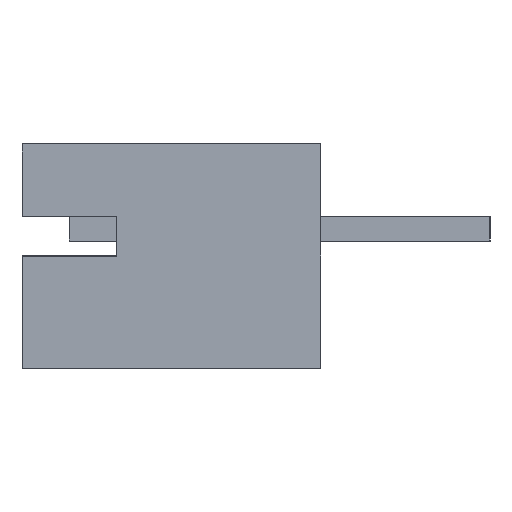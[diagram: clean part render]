
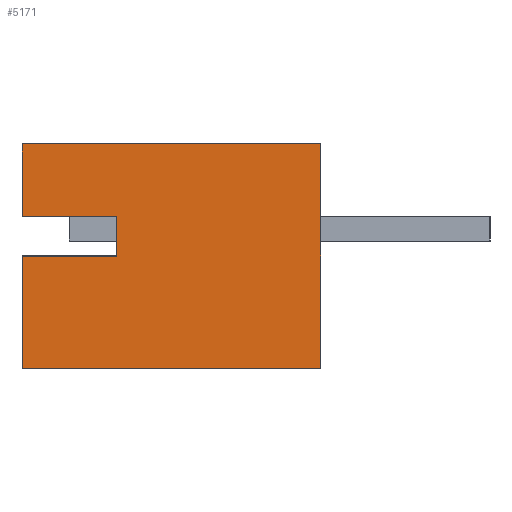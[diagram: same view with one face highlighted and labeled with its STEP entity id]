
A CAD part, left-side view. The second image highlights one B-rep face of the part: STEP entity #5171.
In plain terms, the highlighted planar face has unit normal (-1, 0, 0).
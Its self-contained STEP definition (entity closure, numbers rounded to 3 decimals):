
#1147 = DIRECTION ( 'NONE',  ( 0., 0., 1. ) ) ;
#1148 = VECTOR ( 'NONE', #1147, 1000. ) ;
#1149 = CARTESIAN_POINT ( 'NONE',  ( 15.95, 0., 0. ) ) ;
#1150 = LINE ( 'NONE', #1149, #1148 ) ;
#1195 = DIRECTION ( 'NONE',  ( 0., 1., 0. ) ) ;
#1196 = VECTOR ( 'NONE', #1195, 1000. ) ;
#1197 = CARTESIAN_POINT ( 'NONE',  ( 15.95, 0., 4.5 ) ) ;
#1198 = LINE ( 'NONE', #1197, #1196 ) ;
#1236 = CARTESIAN_POINT ( 'NONE',  ( 15.95, 0., 4.5 ) ) ;
#1344 = FACE_OUTER_BOUND ( 'NONE', #5172, .T. ) ;
#1345 = DIRECTION ( 'NONE',  ( 0., 0., -1. ) ) ;
#1346 = VECTOR ( 'NONE', #1345, 1000. ) ;
#1347 = CARTESIAN_POINT ( 'NONE',  ( 15.95, 6., 0. ) ) ;
#1348 = LINE ( 'NONE', #1347, #1346 ) ;
#1384 = DIRECTION ( 'NONE',  ( 0., 0., -1. ) ) ;
#1385 = DIRECTION ( 'NONE',  ( 1., 0., 0. ) ) ;
#1386 = CARTESIAN_POINT ( 'NONE',  ( 15.95, 6., 0. ) ) ;
#1387 = AXIS2_PLACEMENT_3D ( 'NONE', #1386, #1385, #1384 ) ;
#1389 = PLANE ( 'NONE',  #1387 ) ;
#1521 = DIRECTION ( 'NONE',  ( 0., 0., -1. ) ) ;
#1522 = VECTOR ( 'NONE', #1521, 1000. ) ;
#1523 = CARTESIAN_POINT ( 'NONE',  ( 15.95, 6., 3.05 ) ) ;
#1524 = LINE ( 'NONE', #1523, #1522 ) ;
#1526 = DIRECTION ( 'NONE',  ( 0., 1., 0. ) ) ;
#1527 = VECTOR ( 'NONE', #1526, 1000. ) ;
#1528 = CARTESIAN_POINT ( 'NONE',  ( 15.95, 6., 2.25 ) ) ;
#1529 = LINE ( 'NONE', #1528, #1527 ) ;
#1530 = CARTESIAN_POINT ( 'NONE',  ( 15.95, 6., 2.25 ) ) ;
#1612 = CARTESIAN_POINT ( 'NONE',  ( 15.95, 6., 4.5 ) ) ;
#1649 = DIRECTION ( 'NONE',  ( 0., -1., 0. ) ) ;
#1650 = VECTOR ( 'NONE', #1649, 1000. ) ;
#1651 = CARTESIAN_POINT ( 'NONE',  ( 15.95, 0., 0. ) ) ;
#1652 = LINE ( 'NONE', #1651, #1650 ) ;
#1653 = CARTESIAN_POINT ( 'NONE',  ( 15.95, 6., 3.05 ) ) ;
#1700 = CARTESIAN_POINT ( 'NONE',  ( 15.95, 6., 0. ) ) ;
#1701 = CARTESIAN_POINT ( 'NONE',  ( 15.95, 0., 0. ) ) ;
#1739 = DIRECTION ( 'NONE',  ( 0., -1., 0. ) ) ;
#1740 = VECTOR ( 'NONE', #1739, 1000. ) ;
#1741 = CARTESIAN_POINT ( 'NONE',  ( 15.95, 4.1, 3.05 ) ) ;
#1742 = LINE ( 'NONE', #1741, #1740 ) ;
#1744 = CARTESIAN_POINT ( 'NONE',  ( 15.95, 4.1, 3.05 ) ) ;
#1763 = DIRECTION ( 'NONE',  ( 0., 0., -1. ) ) ;
#1764 = VECTOR ( 'NONE', #1763, 1000. ) ;
#1765 = CARTESIAN_POINT ( 'NONE',  ( 15.95, 4.1, 2.25 ) ) ;
#1766 = LINE ( 'NONE', #1765, #1764 ) ;
#1768 = CARTESIAN_POINT ( 'NONE',  ( 15.95, 4.1, 2.25 ) ) ;
#5060 = EDGE_CURVE ( 'NONE', #5281, #5131, #1150, .T. ) ;
#5111 = EDGE_CURVE ( 'NONE', #5131, #5250, #1198, .T. ) ;
#5131 = VERTEX_POINT ( 'NONE', #1236 ) ;
#5170 = EDGE_CURVE ( 'NONE', #5226, #5282, #1348, .T. ) ;
#5171 = ADVANCED_FACE ( 'NONE', ( #1344 ), #1389, .F. ) ;
#5172 = EDGE_LOOP ( 'NONE', ( #5340, #5341, #5336, #5333, #5331, #5337, #5334, #5332 ) ) ;
#5226 = VERTEX_POINT ( 'NONE', #1530 ) ;
#5228 = EDGE_CURVE ( 'NONE', #5298, #5226, #1529, .T. ) ;
#5231 = EDGE_CURVE ( 'NONE', #5250, #5266, #1524, .T. ) ;
#5250 = VERTEX_POINT ( 'NONE', #1612 ) ;
#5266 = VERTEX_POINT ( 'NONE', #1653 ) ;
#5268 = EDGE_CURVE ( 'NONE', #5282, #5281, #1652, .T. ) ;
#5281 = VERTEX_POINT ( 'NONE', #1701 ) ;
#5282 = VERTEX_POINT ( 'NONE', #1700 ) ;
#5287 = VERTEX_POINT ( 'NONE', #1744 ) ;
#5289 = EDGE_CURVE ( 'NONE', #5266, #5287, #1742, .T. ) ;
#5298 = VERTEX_POINT ( 'NONE', #1768 ) ;
#5300 = EDGE_CURVE ( 'NONE', #5287, #5298, #1766, .T. ) ;
#5331 = ORIENTED_EDGE ( 'NONE', *, *, #5289, .T. ) ;
#5332 = ORIENTED_EDGE ( 'NONE', *, *, #5170, .T. ) ;
#5333 = ORIENTED_EDGE ( 'NONE', *, *, #5231, .T. ) ;
#5334 = ORIENTED_EDGE ( 'NONE', *, *, #5228, .T. ) ;
#5336 = ORIENTED_EDGE ( 'NONE', *, *, #5111, .T. ) ;
#5337 = ORIENTED_EDGE ( 'NONE', *, *, #5300, .T. ) ;
#5340 = ORIENTED_EDGE ( 'NONE', *, *, #5268, .T. ) ;
#5341 = ORIENTED_EDGE ( 'NONE', *, *, #5060, .T. ) ;
